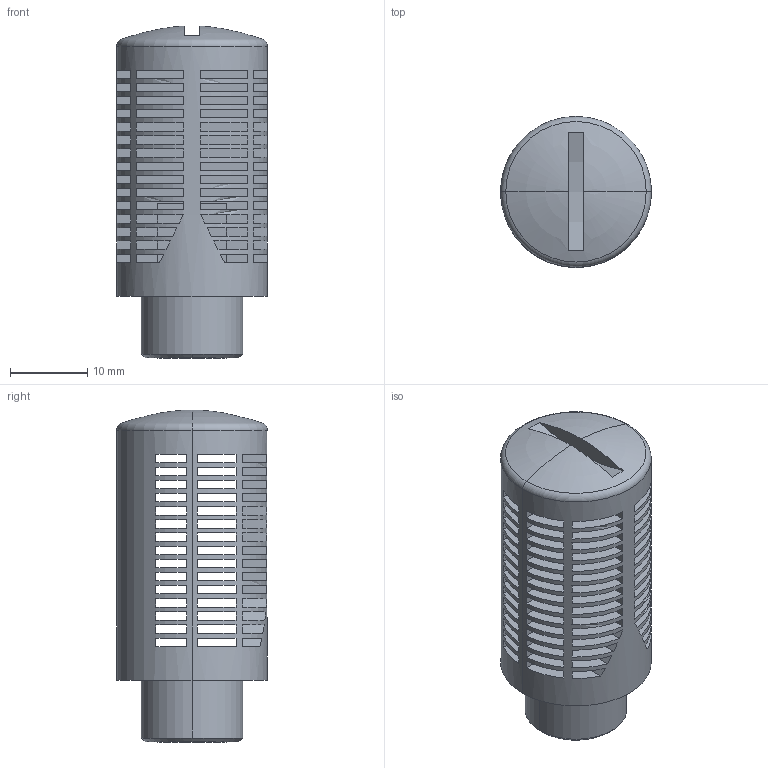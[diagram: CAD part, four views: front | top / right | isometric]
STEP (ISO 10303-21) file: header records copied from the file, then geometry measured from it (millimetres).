
FILE_DESCRIPTION (( 'STEP AP203' ), '1' );
FILE_NAME ('04010002-PL.STEP', '2010-07-19T09:33:39', ( '' ), ( 'sopra-pneumatic' ), 'SwSTEP 2.0', 'SolidWorks 2009', '' );
FILE_SCHEMA (( 'CONFIG_CONTROL_DESIGN' ));
Length unit declared in the file: inch
Products named in the file (1): 04010002-PL
Bounding box: 19.5 x 19.5 x 42.95 mm (x, y, z)
Volume: 6789.8 mm3; surface area: 9600 mm2
Topology: 1 solids, 1 shells, 344 faces, 1136 edges, 750 vertices
Faces by surface type: plane 327, cylinder 11, torus 4, cone 2
Entity records: 12727 total; most frequent: CARTESIAN_POINT 2289, ORIENTED_EDGE 2272, DIRECTION 2034, EDGE_CURVE 1136, LINE 900, VECTOR 900, VERTEX_POINT 750, AXIS2_PLACEMENT_3D 567
